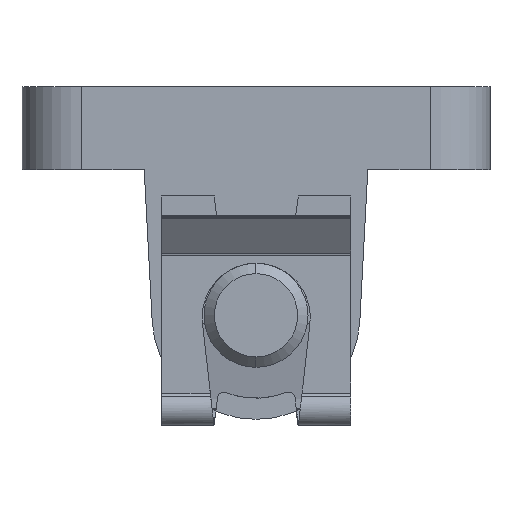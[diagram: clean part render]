
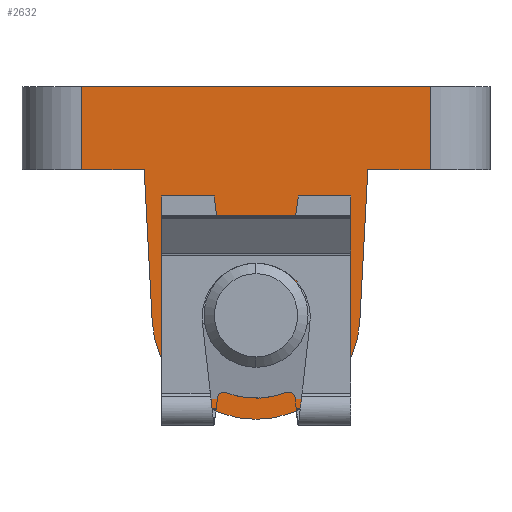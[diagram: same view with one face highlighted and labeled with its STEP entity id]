
A CAD part, left-side view. The second image highlights one B-rep face of the part: STEP entity #2632.
In plain terms, the highlighted planar face has unit normal (-1, 0, 0).
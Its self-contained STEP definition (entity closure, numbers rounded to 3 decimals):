
#3 = LINE ( 'NONE', #3340, #4 ) ;
#4 = VECTOR ( 'NONE', #3341, 1000. ) ;
#684 = CARTESIAN_POINT ( 'NONE',  ( 0., 22.5, -9. ) ) ;
#709 = CARTESIAN_POINT ( 'NONE',  ( 0., 11.75, 0. ) ) ;
#710 = CARTESIAN_POINT ( 'NONE',  ( 0., 5.75, 0. ) ) ;
#711 = CARTESIAN_POINT ( 'NONE',  ( 0., 5.75, 8. ) ) ;
#712 = CARTESIAN_POINT ( 'NONE',  ( 0., 39.25, 8. ) ) ;
#713 = CARTESIAN_POINT ( 'NONE',  ( 0., 39.25, 0. ) ) ;
#714 = CARTESIAN_POINT ( 'NONE',  ( 0., 33.25, 0. ) ) ;
#715 = CARTESIAN_POINT ( 'NONE',  ( 0., 32.486, -14.525 ) ) ;
#716 = CARTESIAN_POINT ( 'NONE',  ( 0., 12.514, -14.525 ) ) ;
#794 = CARTESIAN_POINT ( 'NONE',  ( 0., 0., 8. ) ) ;
#795 = PLANE ( 'NONE',  #3710 ) ;
#796 = DIRECTION ( 'NONE',  ( 1., 0., 0. ) ) ;
#797 = DIRECTION ( 'NONE',  ( 0., 0., -1. ) ) ;
#886 = AXIS2_PLACEMENT_3D ( 'NONE', #3040, #3041, #3042 ) ;
#888 = AXIS2_PLACEMENT_3D ( 'NONE', #3074, #3080, #3081 ) ;
#906 = AXIS2_PLACEMENT_3D ( 'NONE', #3216, #3223, #3224 ) ;
#1084 = VERTEX_POINT ( 'NONE', #1337 ) ;
#1145 = VERTEX_POINT ( 'NONE', #684 ) ;
#1170 = VERTEX_POINT ( 'NONE', #709 ) ;
#1171 = VERTEX_POINT ( 'NONE', #710 ) ;
#1172 = VERTEX_POINT ( 'NONE', #711 ) ;
#1173 = VERTEX_POINT ( 'NONE', #712 ) ;
#1174 = VERTEX_POINT ( 'NONE', #713 ) ;
#1175 = VERTEX_POINT ( 'NONE', #714 ) ;
#1176 = VERTEX_POINT ( 'NONE', #715 ) ;
#1177 = VERTEX_POINT ( 'NONE', #716 ) ;
#1337 = CARTESIAN_POINT ( 'NONE',  ( 0., 22.5, -19. ) ) ;
#1888 = ORIENTED_EDGE ( 'NONE', *, *, #4469, .T. ) ;
#1889 = ORIENTED_EDGE ( 'NONE', *, *, #4433, .T. ) ;
#1890 = ORIENTED_EDGE ( 'NONE', *, *, #4399, .F. ) ;
#1891 = ORIENTED_EDGE ( 'NONE', *, *, #4316, .T. ) ;
#1892 = ORIENTED_EDGE ( 'NONE', *, *, #4376, .T. ) ;
#1893 = ORIENTED_EDGE ( 'NONE', *, *, #4408, .F. ) ;
#1894 = ORIENTED_EDGE ( 'NONE', *, *, #4385, .F. ) ;
#1895 = ORIENTED_EDGE ( 'NONE', *, *, #4417, .F. ) ;
#1896 = ORIENTED_EDGE ( 'NONE', *, *, #4313, .T. ) ;
#1897 = ORIENTED_EDGE ( 'NONE', *, *, #4331, .T. ) ;
#2178 = EDGE_LOOP ( 'NONE', ( #1888, #1889, #1890, #1891, #1892, #1893, #1894, #1895 ) ) ;
#2180 = EDGE_LOOP ( 'NONE', ( #1896, #1897 ) ) ;
#2240 = FACE_OUTER_BOUND ( 'NONE', #2178, .T. ) ;
#2245 = FACE_BOUND ( 'NONE', #2180, .T. ) ;
#2545 = LINE ( 'NONE', #3427, #2870 ) ;
#2632 = ADVANCED_FACE ( 'NONE', ( #2240, #2245 ), #795, .F. ) ;
#2870 = VECTOR ( 'NONE', #3428, 1000. ) ;
#3040 = CARTESIAN_POINT ( 'NONE',  ( 0., 22.5, -14. ) ) ;
#3041 = DIRECTION ( 'NONE',  ( 1., 0., 0. ) ) ;
#3042 = DIRECTION ( 'NONE',  ( 0., 0., -1. ) ) ;
#3045 = CARTESIAN_POINT ( 'NONE',  ( 0., 39.25, 8. ) ) ;
#3049 = DIRECTION ( 'NONE',  ( 0., 0., -1. ) ) ;
#3074 = CARTESIAN_POINT ( 'NONE',  ( 0., 22.5, -14. ) ) ;
#3080 = DIRECTION ( 'NONE',  ( 1., 0., 0. ) ) ;
#3081 = DIRECTION ( 'NONE',  ( 0., 0., -1. ) ) ;
#3195 = CARTESIAN_POINT ( 'NONE',  ( 0., 0., 0. ) ) ;
#3198 = DIRECTION ( 'NONE',  ( 0., -1., 0. ) ) ;
#3216 = CARTESIAN_POINT ( 'NONE',  ( 0., 22.5, -14. ) ) ;
#3223 = DIRECTION ( 'NONE',  ( 1., 0., 0. ) ) ;
#3224 = DIRECTION ( 'NONE',  ( 0., 0., -1. ) ) ;
#3250 = CARTESIAN_POINT ( 'NONE',  ( 0., 0., 8. ) ) ;
#3259 = DIRECTION ( 'NONE',  ( 0., -1., 0. ) ) ;
#3272 = CARTESIAN_POINT ( 'NONE',  ( 0., 32.486, -14.525 ) ) ;
#3283 = DIRECTION ( 'NONE',  ( 0., 0.053, 0.999 ) ) ;
#3299 = CARTESIAN_POINT ( 'NONE',  ( 0., 12.514, -14.525 ) ) ;
#3300 = DIRECTION ( 'NONE',  ( 0., 0.053, -0.999 ) ) ;
#3340 = CARTESIAN_POINT ( 'NONE',  ( 0., 5.75, 8. ) ) ;
#3341 = DIRECTION ( 'NONE',  ( 0., 0., 1. ) ) ;
#3427 = CARTESIAN_POINT ( 'NONE',  ( 0., 0., 0. ) ) ;
#3428 = DIRECTION ( 'NONE',  ( 0., -1., 0. ) ) ;
#3710 = AXIS2_PLACEMENT_3D ( 'NONE', #794, #796, #797 ) ;
#4033 = CIRCLE ( 'NONE', #906, 10. ) ;
#4044 = LINE ( 'NONE', #3250, #4102 ) ;
#4084 = VECTOR ( 'NONE', #3198, 1000. ) ;
#4088 = LINE ( 'NONE', #3299, #4133 ) ;
#4098 = LINE ( 'NONE', #3195, #4084 ) ;
#4102 = VECTOR ( 'NONE', #3259, 1000. ) ;
#4116 = VECTOR ( 'NONE', #3049, 1000. ) ;
#4133 = VECTOR ( 'NONE', #3300, 1000. ) ;
#4137 = CIRCLE ( 'NONE', #888, 5. ) ;
#4138 = LINE ( 'NONE', #3045, #4116 ) ;
#4141 = LINE ( 'NONE', #3272, #4165 ) ;
#4144 = CIRCLE ( 'NONE', #886, 5. ) ;
#4165 = VECTOR ( 'NONE', #3283, 1000. ) ;
#4313 = EDGE_CURVE ( 'NONE', #1145, #1084, #4144, .T. ) ;
#4316 = EDGE_CURVE ( 'NONE', #1173, #1174, #4138, .T. ) ;
#4331 = EDGE_CURVE ( 'NONE', #1084, #1145, #4137, .T. ) ;
#4376 = EDGE_CURVE ( 'NONE', #1174, #1175, #4098, .T. ) ;
#4385 = EDGE_CURVE ( 'NONE', #1177, #1176, #4033, .T. ) ;
#4399 = EDGE_CURVE ( 'NONE', #1173, #1172, #4044, .T. ) ;
#4408 = EDGE_CURVE ( 'NONE', #1176, #1175, #4141, .T. ) ;
#4417 = EDGE_CURVE ( 'NONE', #1170, #1177, #4088, .T. ) ;
#4433 = EDGE_CURVE ( 'NONE', #1171, #1172, #3, .T. ) ;
#4469 = EDGE_CURVE ( 'NONE', #1170, #1171, #2545, .T. ) ;
